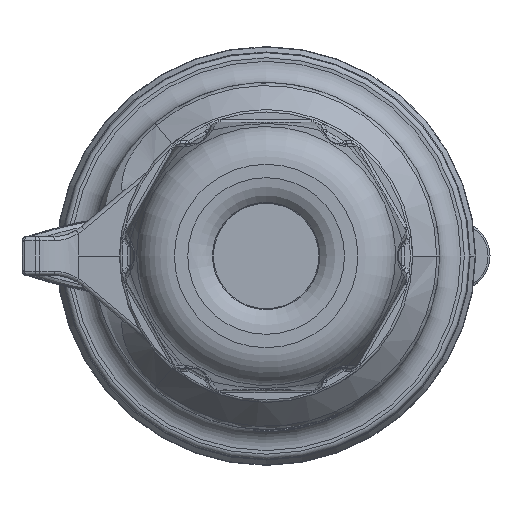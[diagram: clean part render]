
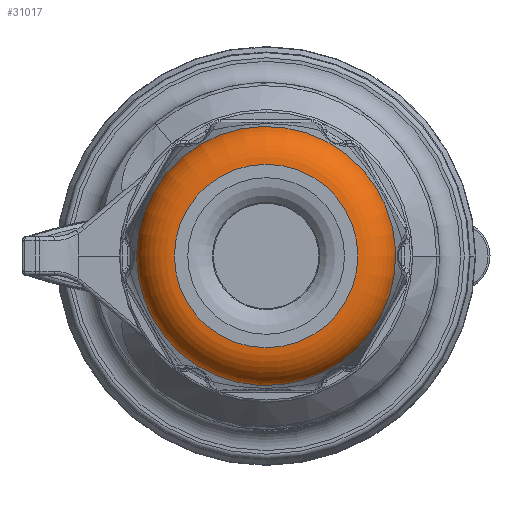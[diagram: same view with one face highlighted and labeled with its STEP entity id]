
A CAD part, left-side view. The second image highlights one B-rep face of the part: STEP entity #31017.
In plain terms, the highlighted toroidal (fillet/blend) face has major radius 14.278 mm and minor radius 6 mm.
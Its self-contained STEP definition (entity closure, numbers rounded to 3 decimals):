
#428 = EDGE_LOOP ( 'NONE', ( #3826 ) ) ;
#709 = CARTESIAN_POINT ( 'NONE',  ( -94.5, 0., 0. ) ) ;
#1375 = EDGE_CURVE ( 'NONE', #34975, #34975, #7659, .T. ) ;
#3826 = ORIENTED_EDGE ( 'NONE', *, *, #1375, .T. ) ;
#4367 = CARTESIAN_POINT ( 'NONE',  ( -94.5, 14.278, 0. ) ) ;
#6390 = CARTESIAN_POINT ( 'NONE',  ( -88.5, 0., 0. ) ) ;
#7659 = CIRCLE ( 'NONE', #12139, 20.167 ) ;
#7981 = DIRECTION ( 'NONE',  ( 0., 1., 0. ) ) ;
#10240 = CIRCLE ( 'NONE', #32237, 14.278 ) ;
#12139 = AXIS2_PLACEMENT_3D ( 'NONE', #20402, #28692, #17574 ) ;
#15814 = TOROIDAL_SURFACE ( 'NONE', #19197, 14.278, 6. ) ;
#17574 = DIRECTION ( 'NONE',  ( 0., 1., 0. ) ) ;
#17775 = VERTEX_POINT ( 'NONE', #4367 ) ;
#19197 = AXIS2_PLACEMENT_3D ( 'NONE', #6390, #25444, #33602 ) ;
#20402 = CARTESIAN_POINT ( 'NONE',  ( -89.645, 0., 0. ) ) ;
#20622 = ORIENTED_EDGE ( 'NONE', *, *, #33321, .F. ) ;
#22617 = EDGE_LOOP ( 'NONE', ( #20622 ) ) ;
#25444 = DIRECTION ( 'NONE',  ( -1., 0., 0. ) ) ;
#25950 = FACE_OUTER_BOUND ( 'NONE', #428, .T. ) ;
#27386 = DIRECTION ( 'NONE',  ( -1., 0., 0. ) ) ;
#28692 = DIRECTION ( 'NONE',  ( -1., 0., 0. ) ) ;
#30015 = CARTESIAN_POINT ( 'NONE',  ( -89.645, 20.167, 0. ) ) ;
#31017 = ADVANCED_FACE ( 'NONE', ( #33770, #25950 ), #15814, .T. ) ;
#32237 = AXIS2_PLACEMENT_3D ( 'NONE', #709, #27386, #7981 ) ;
#33321 = EDGE_CURVE ( 'NONE', #17775, #17775, #10240, .T. ) ;
#33602 = DIRECTION ( 'NONE',  ( 0., 1., 0. ) ) ;
#33770 = FACE_OUTER_BOUND ( 'NONE', #22617, .T. ) ;
#34975 = VERTEX_POINT ( 'NONE', #30015 ) ;
